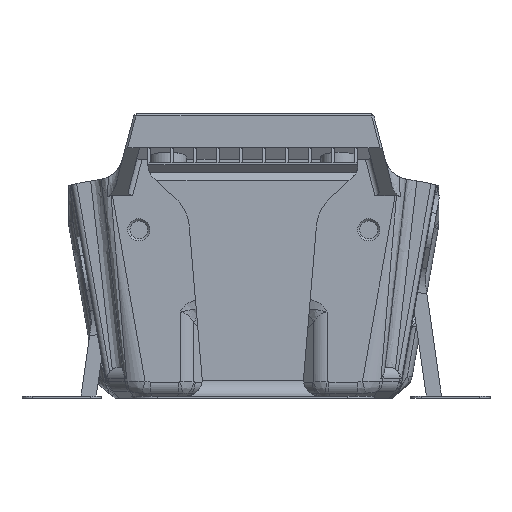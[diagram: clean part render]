
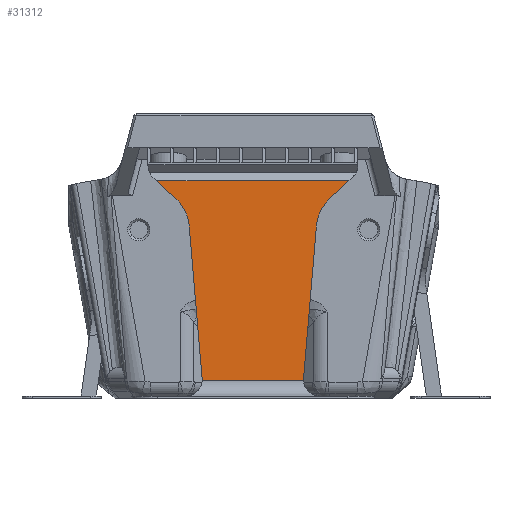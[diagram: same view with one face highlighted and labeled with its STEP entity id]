
A CAD part, front view. The second image highlights one B-rep face of the part: STEP entity #31312.
In plain terms, the highlighted planar face has unit normal (0, -1, 0).
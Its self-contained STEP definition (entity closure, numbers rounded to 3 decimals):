
#1657=PLANE('',#34041);
#4480=LINE('',#59749,#7105);
#4482=LINE('',#59756,#7107);
#4483=LINE('',#59761,#7108);
#4484=LINE('',#59763,#7109);
#4485=LINE('',#59765,#7110);
#4486=LINE('',#59769,#7111);
#7105=VECTOR('',#41581,1000.);
#7107=VECTOR('',#41587,1000.);
#7108=VECTOR('',#41592,1000.);
#7109=VECTOR('',#41593,1000.);
#7110=VECTOR('',#41594,1000.);
#7111=VECTOR('',#41597,1000.);
#8151=CIRCLE('',#34042,3.);
#8152=CIRCLE('',#34043,3.);
#8153=CIRCLE('',#34044,8.);
#8154=CIRCLE('',#34045,8.);
#16702=ORIENTED_EDGE('',*,*,#21742,.T.);
#16703=ORIENTED_EDGE('',*,*,#21743,.T.);
#16704=ORIENTED_EDGE('',*,*,#21744,.T.);
#16705=ORIENTED_EDGE('',*,*,#21740,.F.);
#16706=ORIENTED_EDGE('',*,*,#21745,.T.);
#16707=ORIENTED_EDGE('',*,*,#21746,.T.);
#16708=ORIENTED_EDGE('',*,*,#21747,.F.);
#16709=ORIENTED_EDGE('',*,*,#21748,.F.);
#16710=ORIENTED_EDGE('',*,*,#21749,.T.);
#16711=ORIENTED_EDGE('',*,*,#21750,.T.);
#21740=EDGE_CURVE('',#24869,#24870,#4480,.T.);
#21742=EDGE_CURVE('',#24871,#24872,#8151,.T.);
#21743=EDGE_CURVE('',#24872,#24873,#4482,.F.);
#21744=EDGE_CURVE('',#24873,#24870,#8152,.T.);
#21745=EDGE_CURVE('',#24869,#24874,#8153,.T.);
#21746=EDGE_CURVE('',#24874,#24875,#4483,.T.);
#21747=EDGE_CURVE('',#24876,#24875,#4484,.T.);
#21748=EDGE_CURVE('',#24877,#24876,#4485,.T.);
#21749=EDGE_CURVE('',#24877,#24878,#8154,.T.);
#21750=EDGE_CURVE('',#24878,#24871,#4486,.T.);
#24869=VERTEX_POINT('',#59748);
#24870=VERTEX_POINT('',#59750);
#24871=VERTEX_POINT('',#59754);
#24872=VERTEX_POINT('',#59755);
#24873=VERTEX_POINT('',#59757);
#24874=VERTEX_POINT('',#59760);
#24875=VERTEX_POINT('',#59762);
#24876=VERTEX_POINT('',#59764);
#24877=VERTEX_POINT('',#59766);
#24878=VERTEX_POINT('',#59768);
#27621=EDGE_LOOP('',(#16702,#16703,#16704,#16705,#16706,#16707,#16708,#16709,
#16710,#16711));
#29490=FACE_BOUND('',#27621,.T.);
#31312=ADVANCED_FACE('',(#29490),#1657,.F.);
#34041=AXIS2_PLACEMENT_3D('',#59752,#41583,#41584);
#34042=AXIS2_PLACEMENT_3D('',#59753,#41585,#41586);
#34043=AXIS2_PLACEMENT_3D('',#59758,#41588,#41589);
#34044=AXIS2_PLACEMENT_3D('',#59759,#41590,#41591);
#34045=AXIS2_PLACEMENT_3D('',#59767,#41595,#41596);
#41581=DIRECTION('',(-0.084,0.,-0.996));
#41583=DIRECTION('',(0.,1.,0.));
#41584=DIRECTION('',(0.,0.,1.));
#41585=DIRECTION('',(0.,1.,0.));
#41586=DIRECTION('',(0.,0.,1.));
#41587=DIRECTION('',(-1.,0.,0.));
#41588=DIRECTION('',(0.,1.,0.));
#41589=DIRECTION('',(0.,0.,1.));
#41590=DIRECTION('',(0.,1.,0.));
#41591=DIRECTION('',(0.,0.,1.));
#41592=DIRECTION('',(0.731,0.,0.682));
#41593=DIRECTION('',(1.,0.,0.));
#41594=DIRECTION('',(-0.731,0.,0.682));
#41595=DIRECTION('',(0.,1.,0.));
#41596=DIRECTION('',(0.,0.,1.));
#41597=DIRECTION('',(0.084,0.,-0.996));
#59748=CARTESIAN_POINT('',(11.856,-32.314,32.579));
#59749=CARTESIAN_POINT('',(36.482,-32.314,324.724));
#59750=CARTESIAN_POINT('',(9.418,-32.314,3.652));
#59752=CARTESIAN_POINT('',(0.,-32.314,327.8));
#59753=CARTESIAN_POINT('',(-12.767,-32.314,3.4));
#59754=CARTESIAN_POINT('',(-9.777,-32.314,3.652));
#59755=CARTESIAN_POINT('',(-9.767,-32.314,3.4));
#59756=CARTESIAN_POINT('',(9.143,-32.314,3.4));
#59757=CARTESIAN_POINT('',(9.407,-32.314,3.4));
#59758=CARTESIAN_POINT('',(12.407,-32.314,3.4));
#59759=CARTESIAN_POINT('',(19.828,-32.314,31.907));
#59760=CARTESIAN_POINT('',(14.372,-32.314,37.757));
#59761=CARTESIAN_POINT('',(16.736,-32.314,39.963));
#59762=CARTESIAN_POINT('',(17.982,-32.314,41.124));
#59763=CARTESIAN_POINT('',(-65.369,-32.314,41.124));
#59764=CARTESIAN_POINT('',(-18.341,-32.314,41.124));
#59765=CARTESIAN_POINT('',(-17.096,-32.314,39.963));
#59766=CARTESIAN_POINT('',(-14.731,-32.314,37.757));
#59767=CARTESIAN_POINT('',(-20.187,-32.314,31.907));
#59768=CARTESIAN_POINT('',(-12.216,-32.314,32.579));
#59769=CARTESIAN_POINT('',(-36.839,-32.314,324.694));
